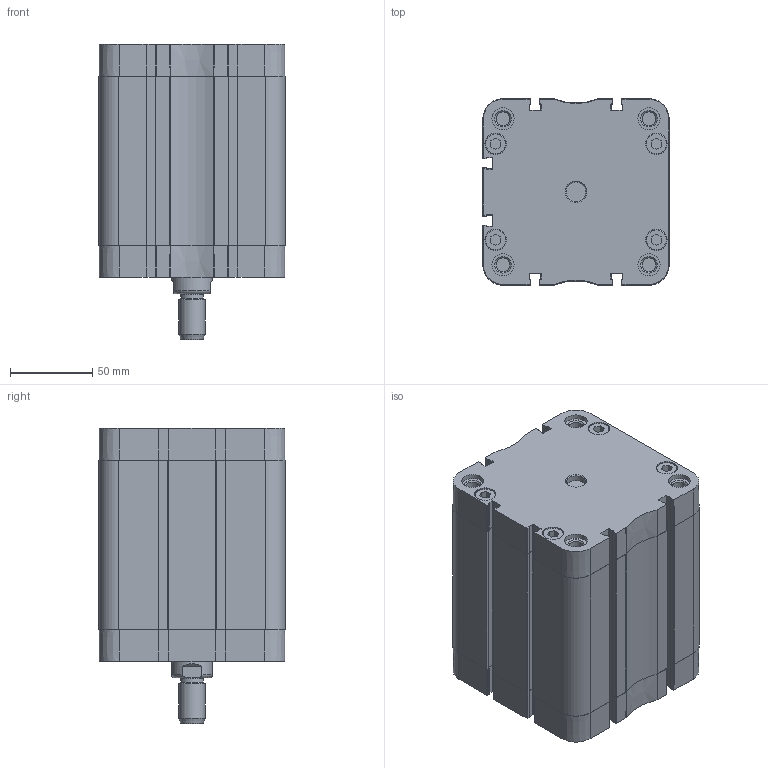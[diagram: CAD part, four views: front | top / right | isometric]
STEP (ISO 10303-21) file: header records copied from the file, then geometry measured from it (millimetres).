
FILE_DESCRIPTION((''),'2;1');
FILE_NAME('PDM100.075.GS.M.stp','2014-01-17T16:37:55',('carlo.corazza'),(''),'Autodesk Inventor 2012','Autodesk Inventor 2012','');
FILE_SCHEMA(('AUTOMOTIVE_DESIGN { 1 0 10303 214 1 1 1 1 }'));
Length unit declared in the file: millimetre
Products named in the file (5): PDM100..GS.M; TP; CORPO-075; STELO-005; TA
Assembly tree (4 placements, depth 2):
  PDM100..GS.M
    TP
    CORPO-075
    STELO-005
    TA
Bounding box: 113.5 x 113.5 x 180 mm (x, y, z)
Volume: 947273.8 mm3; surface area: 183477.5 mm2
Topology: 5 solids, 5 shells, 758 faces, 1993 edges, 1313 vertices
Faces by surface type: plane 352, cylinder 217, bspline 122, cone 45, torus 22
Full cylindrical faces by diameter (mm): 6 x1, 8.376 x8, 8.566 x3, 10.106 x1, 12 x1, 12.7 x4, 13.1 x8, 13.5 x8, 14 x1, 16 x1, 25 x1, 25.6 x1, 26.9 x1, 28 x1, 29.8 x1, 30 x1, 100 x1
Entity records: 24593 total; most frequent: CARTESIAN_POINT 6284, ORIENTED_EDGE 3786, DIRECTION 3392, EDGE_CURVE 1893, VERTEX_POINT 1303, AXIS2_PLACEMENT_3D 1140, VECTOR 1112, LINE 1112
